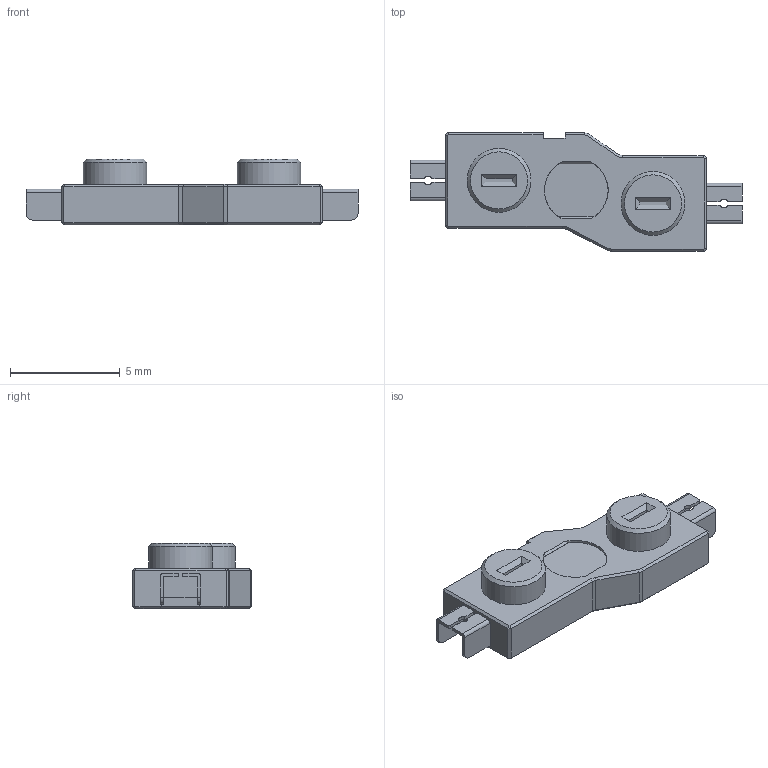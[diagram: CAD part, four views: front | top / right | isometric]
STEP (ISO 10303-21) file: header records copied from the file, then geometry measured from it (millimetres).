
FILE_DESCRIPTION(('Open CASCADE Model'),'2;1');
FILE_NAME('Open CASCADE Shape Model','2023-06-04T02:14:08',('Author'),( 'Open CASCADE'),'Open CASCADE STEP processor 7.5','Open CASCADE 7.5' ,'Unknown');
FILE_SCHEMA(('AUTOMOTIVE_DESIGN { 1 0 10303 214 1 1 1 1 }'));
Length unit declared in the file: millimetre
Products named in the file (6): CQ assembly; 03cd8b12-029f-11ee-ae0e-34c93d8226b1; 03d659ea-029f-11ee-ae0e-34c93d8226b1; 03d659ea-029f-11ee-ae0e-34c93d8226b1_part; 03dacb9c-029f-11ee-ae0e-34c93d8226b1; 03dacb9c-029f-11ee-ae0e-34c93d8226b1_part
Assembly tree (5 placements, depth 4):
  CQ assembly
    03cd8b12-029f-11ee-ae0e-34c93d8226b1
      03d659ea-029f-11ee-ae0e-34c93d8226b1
        03d659ea-029f-11ee-ae0e-34c93d8226b1_part
      03dacb9c-029f-11ee-ae0e-34c93d8226b1
        03dacb9c-029f-11ee-ae0e-34c93d8226b1_part
Bounding box: 15.1 x 5.4 x 3 mm (x, y, z)
Volume: 99.3 mm3; surface area: 241.7 mm2
Topology: 5 solids, 5 shells, 175 faces, 422 edges, 262 vertices
Faces by surface type: plane 149, cylinder 24, cone 2
Full cylindrical faces by diameter (mm): 2.9 x2
Entity records: 10529 total; most frequent: CARTESIAN_POINT 1966, DIRECTION 1536, LINE 1033, VECTOR 1033, ORIENTED_EDGE 844, PCURVE 844, DEFINITIONAL_REPRESENTATION 844, EDGE_CURVE 422
